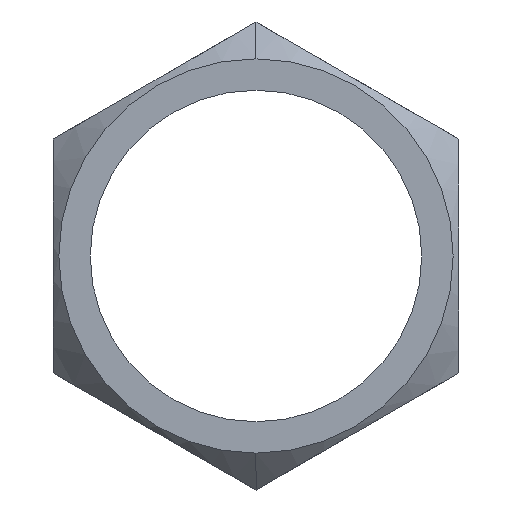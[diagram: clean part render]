
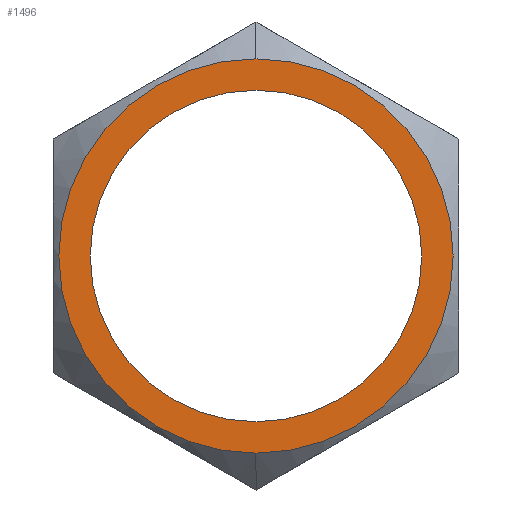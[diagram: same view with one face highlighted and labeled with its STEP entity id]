
A CAD part, left-side view. The second image highlights one B-rep face of the part: STEP entity #1496.
In plain terms, the highlighted planar face has unit normal (-1, 0, 0).
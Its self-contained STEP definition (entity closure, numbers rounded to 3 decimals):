
#17 = CARTESIAN_POINT ( 'NONE',  ( -15.5, 0., -36. ) ) ;
#87 = DIRECTION ( 'NONE',  ( 0., 0., -1. ) ) ;
#285 = AXIS2_PLACEMENT_3D ( 'NONE', #1153, #2593, #3772 ) ;
#315 = EDGE_LOOP ( 'NONE', ( #1482, #2472 ) ) ;
#351 = VERTEX_POINT ( 'NONE', #2011 ) ;
#355 = FACE_OUTER_BOUND ( 'NONE', #778, .T. ) ;
#478 = DIRECTION ( 'NONE',  ( 1., 0., 0. ) ) ;
#505 = VERTEX_POINT ( 'NONE', #2936 ) ;
#643 = DIRECTION ( 'NONE',  ( 0., 0., -1. ) ) ;
#663 = AXIS2_PLACEMENT_3D ( 'NONE', #2105, #3277, #643 ) ;
#778 = EDGE_LOOP ( 'NONE', ( #2975, #1597 ) ) ;
#890 = CIRCLE ( 'NONE', #285, 42.807 ) ;
#929 = FACE_BOUND ( 'NONE', #315, .T. ) ;
#1153 = CARTESIAN_POINT ( 'NONE',  ( -15.5, 0., 0. ) ) ;
#1194 = AXIS2_PLACEMENT_3D ( 'NONE', #2000, #2061, #2043 ) ;
#1443 = CARTESIAN_POINT ( 'NONE',  ( -15.5, 0., -42.807 ) ) ;
#1482 = ORIENTED_EDGE ( 'NONE', *, *, #2446, .T. ) ;
#1496 = ADVANCED_FACE ( 'NONE', ( #929, #355 ), #1542, .F. ) ;
#1542 = PLANE ( 'NONE',  #663 ) ;
#1597 = ORIENTED_EDGE ( 'NONE', *, *, #3107, .T. ) ;
#1628 = CIRCLE ( 'NONE', #1194, 42.807 ) ;
#1684 = CARTESIAN_POINT ( 'NONE',  ( -15.5, 0., 0. ) ) ;
#1815 = EDGE_CURVE ( 'NONE', #3104, #505, #3123, .T. ) ;
#2000 = CARTESIAN_POINT ( 'NONE',  ( -15.5, 0., 0. ) ) ;
#2011 = CARTESIAN_POINT ( 'NONE',  ( -15.5, 0., 42.807 ) ) ;
#2043 = DIRECTION ( 'NONE',  ( 0., 0., 1. ) ) ;
#2061 = DIRECTION ( 'NONE',  ( -1., 0., 0. ) ) ;
#2105 = CARTESIAN_POINT ( 'NONE',  ( -15.5, 0., 0. ) ) ;
#2437 = AXIS2_PLACEMENT_3D ( 'NONE', #1684, #478, #2859 ) ;
#2446 = EDGE_CURVE ( 'NONE', #505, #3104, #3781, .T. ) ;
#2472 = ORIENTED_EDGE ( 'NONE', *, *, #1815, .T. ) ;
#2495 = CARTESIAN_POINT ( 'NONE',  ( -15.5, 0., 0. ) ) ;
#2593 = DIRECTION ( 'NONE',  ( -1., 0., 0. ) ) ;
#2746 = EDGE_CURVE ( 'NONE', #3779, #351, #890, .T. ) ;
#2859 = DIRECTION ( 'NONE',  ( 0., 0., -1. ) ) ;
#2936 = CARTESIAN_POINT ( 'NONE',  ( -15.5, 0., 36. ) ) ;
#2975 = ORIENTED_EDGE ( 'NONE', *, *, #2746, .T. ) ;
#3104 = VERTEX_POINT ( 'NONE', #17 ) ;
#3107 = EDGE_CURVE ( 'NONE', #351, #3779, #1628, .T. ) ;
#3123 = CIRCLE ( 'NONE', #3612, 36. ) ;
#3277 = DIRECTION ( 'NONE',  ( 1., 0., 0. ) ) ;
#3289 = DIRECTION ( 'NONE',  ( 1., 0., 0. ) ) ;
#3612 = AXIS2_PLACEMENT_3D ( 'NONE', #2495, #3289, #87 ) ;
#3772 = DIRECTION ( 'NONE',  ( 0., 0., 1. ) ) ;
#3779 = VERTEX_POINT ( 'NONE', #1443 ) ;
#3781 = CIRCLE ( 'NONE', #2437, 36. ) ;
